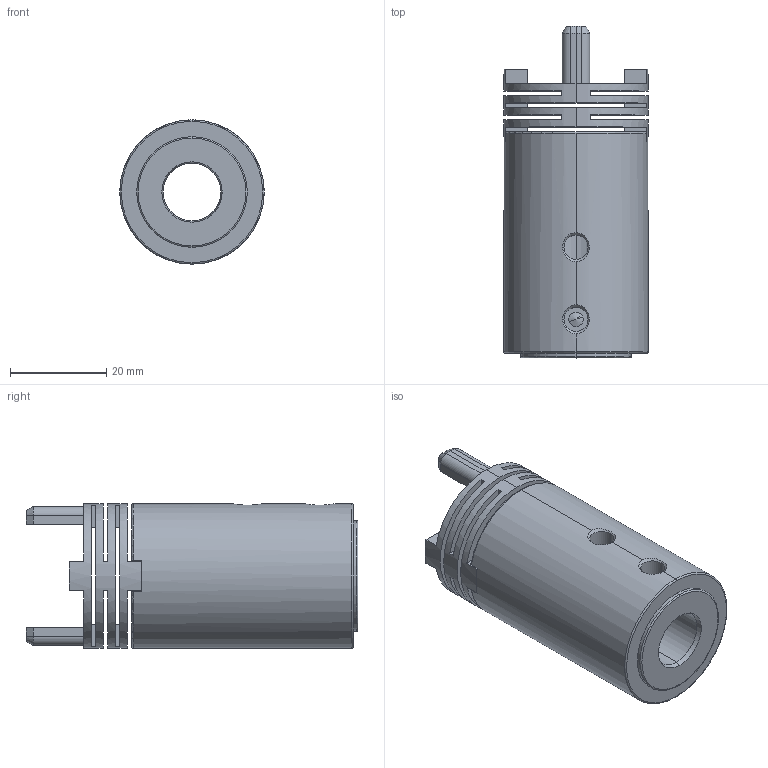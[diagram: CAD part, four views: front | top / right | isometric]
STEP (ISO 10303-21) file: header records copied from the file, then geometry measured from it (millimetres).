
FILE_DESCRIPTION (( 'STEP AP203' ), '1' );
FILE_NAME ('M032_M9410_011-12.STEP', '2018-05-14T13:40:50', ( '' ), ( '' ), 'SwSTEP 2.0', 'SolidWorks 2016', '' );
FILE_SCHEMA (( 'CONFIG_CONTROL_DESIGN' ));
Length unit declared in the file: millimetre
Products named in the file (1): M032_M9410_011-12
Bounding box: 30 x 69 x 30 mm (x, y, z)
Surface area: 11813.1 mm2 (no closed solid volume)
Topology: 0 solids, 3 shells, 112 faces, 345 edges, 227 vertices
Faces by surface type: plane 61, cylinder 25, cone 19, torus 7
Entity records: 4245 total; most frequent: CARTESIAN_POINT 959, DIRECTION 696, ORIENTED_EDGE 660, EDGE_CURVE 343, AXIS2_PLACEMENT_3D 260, VERTEX_POINT 227, LINE 176, VECTOR 176
